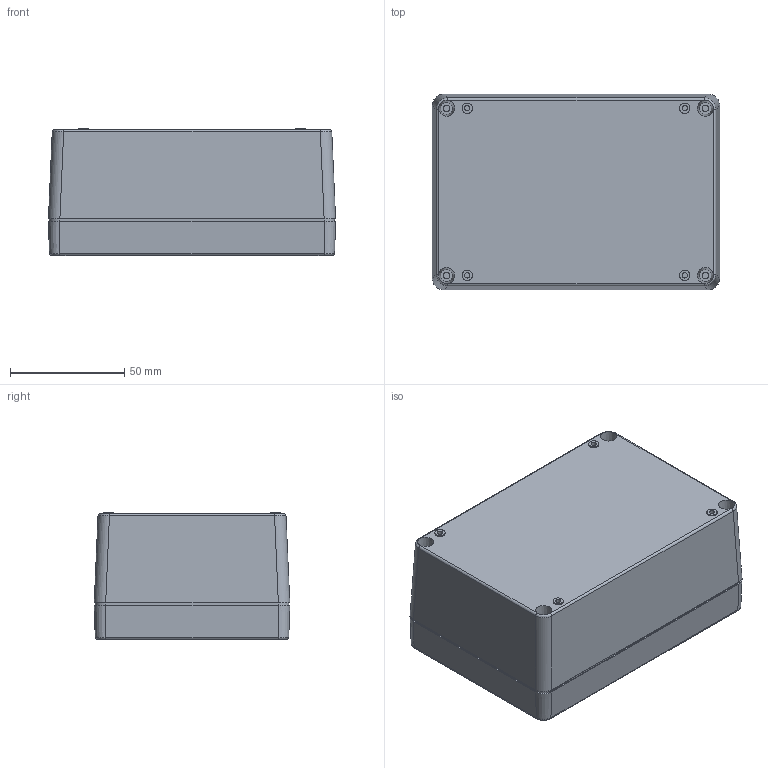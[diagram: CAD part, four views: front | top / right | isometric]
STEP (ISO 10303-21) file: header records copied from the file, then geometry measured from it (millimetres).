
FILE_DESCRIPTION((''),'2;1');
FILE_NAME('RP1135.stp','2008-07-09T08:46:02',('tmalott'),(''),'Autodesk Inventor 2009','Autodesk Inventor 2009','');
FILE_SCHEMA(('AUTOMOTIVE_DESIGN { 1 0 10303 214 1 1 1 1 }'));
Length unit declared in the file: millimetre
Products named in the file (5): RP1135 - SCREWS; 1135T1_0A; 1135B1_1A; M35x10-pan(B18.6.7M - M3.5 x 0.6 x 10 Type I Cross Recessed PHMS --10S)_0A; PLATE
Assembly tree (7 placements, depth 2):
  RP1135 - SCREWS
    1135T1_0A
    1135B1_1A
    M35x10-pan(B18.6.7M - M3.5 x 0.6 x 10 Type I Cross Recessed PHMS --10S)_0A  x4
    PLATE
Bounding box: 125.5 x 85.5 x 55.49 mm (x, y, z)
Volume: 126834.8 mm3; surface area: 109519.5 mm2
Topology: 7 solids, 7 shells, 691 faces, 1591 edges, 979 vertices
Faces by surface type: plane 267, cone 176, cylinder 172, torus 52, bspline 16, sphere 8
Full cylindrical faces by diameter (mm): 2.3 x4, 3 x4, 3.5 x46, 4.5 x14, 7 x8, 10 x4
Entity records: 16100 total; most frequent: CARTESIAN_POINT 4241, DIRECTION 2596, ORIENTED_EDGE 2172, EDGE_CURVE 1086, AXIS2_PLACEMENT_3D 1059, VERTEX_POINT 740, EDGE_LOOP 728, CIRCLE 540
